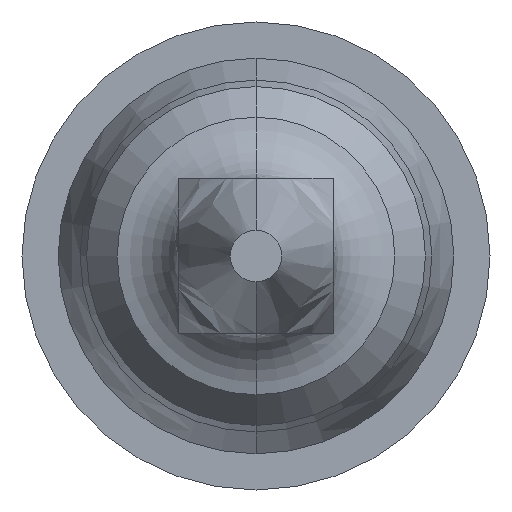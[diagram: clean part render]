
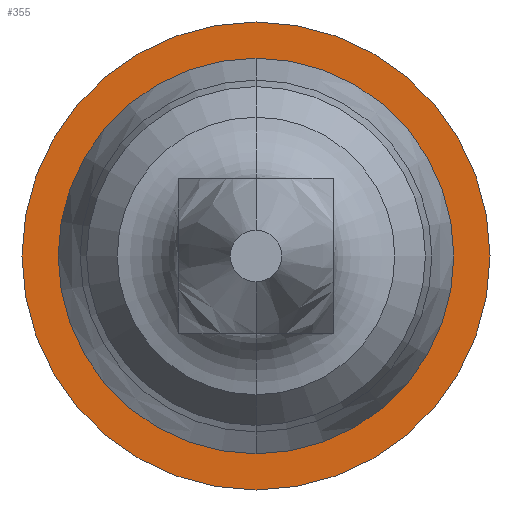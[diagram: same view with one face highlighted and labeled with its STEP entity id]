
A CAD part, front view. The second image highlights one B-rep face of the part: STEP entity #355.
In plain terms, the highlighted planar face has unit normal (0, -1, 0).
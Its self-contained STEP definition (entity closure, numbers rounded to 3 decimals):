
#68 = EDGE_LOOP ( 'NONE', ( #583, #512 ) ) ;
#77 = CARTESIAN_POINT ( 'NONE',  ( 0., 0., 0. ) ) ;
#81 = CIRCLE ( 'NONE', #772, 0.71 ) ;
#94 = ORIENTED_EDGE ( 'NONE', *, *, #696, .T. ) ;
#108 = DIRECTION ( 'NONE',  ( 0., 0., 1. ) ) ;
#109 = AXIS2_PLACEMENT_3D ( 'NONE', #133, #571, #637 ) ;
#132 = CARTESIAN_POINT ( 'NONE',  ( 0., 0., -0.905 ) ) ;
#133 = CARTESIAN_POINT ( 'NONE',  ( 0., 0., 0. ) ) ;
#156 = DIRECTION ( 'NONE',  ( 0., 1., 0. ) ) ;
#159 = CARTESIAN_POINT ( 'NONE',  ( 0.905, 0., 0. ) ) ;
#165 = VERTEX_POINT ( 'NONE', #132 ) ;
#206 = DIRECTION ( 'NONE',  ( 0., 1., 0. ) ) ;
#215 = EDGE_CURVE ( 'Defeature ausgef�hrt1_2+Defeature ausgef�hrt1_3+Defeature ausgef�hrt1_3+Defeature ausgef�hrt1_3', #569, #511, #248, .T. ) ;
#226 = ORIENTED_EDGE ( 'NONE', *, *, #215, .T. ) ;
#248 = CIRCLE ( 'NONE', #109, 0.71 ) ;
#270 = CARTESIAN_POINT ( 'NONE',  ( 0., 0., 0.905 ) ) ;
#297 = FACE_OUTER_BOUND ( 'NONE', #68, .T. ) ;
#301 = AXIS2_PLACEMENT_3D ( 'NONE', #77, #206, #710 ) ;
#315 = AXIS2_PLACEMENT_3D ( 'NONE', #734, #430, #108 ) ;
#316 = DIRECTION ( 'NONE',  ( 0., 1., 0. ) ) ;
#324 = CARTESIAN_POINT ( 'NONE',  ( 0., 0., 0. ) ) ;
#355 = ADVANCED_FACE ( 'Defeature ausgef�hrt1_2', ( #297, #461 ), #539, .F. ) ;
#430 = DIRECTION ( 'NONE',  ( 0., 1., 0. ) ) ;
#461 = FACE_BOUND ( 'NONE', #681, .T. ) ;
#482 = EDGE_CURVE ( 'Defeature ausgef�hrt1_1+Defeature ausgef�hrt1_2+Defeature ausgef�hrt1_2+Defeature ausgef�hrt1_2', #660, #165, #740, .T. ) ;
#493 = CARTESIAN_POINT ( 'NONE',  ( 0., 0., 0.71 ) ) ;
#511 = VERTEX_POINT ( 'NONE', #493 ) ;
#512 = ORIENTED_EDGE ( 'NONE', *, *, #731, .F. ) ;
#539 = PLANE ( 'NONE',  #621 ) ;
#569 = VERTEX_POINT ( 'NONE', #674 ) ;
#571 = DIRECTION ( 'NONE',  ( 0., 1., 0. ) ) ;
#583 = ORIENTED_EDGE ( 'NONE', *, *, #482, .F. ) ;
#598 = CIRCLE ( 'NONE', #301, 0.905 ) ;
#603 = DIRECTION ( 'NONE',  ( 0., 0., 1. ) ) ;
#621 = AXIS2_PLACEMENT_3D ( 'NONE', #159, #156, #603 ) ;
#637 = DIRECTION ( 'NONE',  ( 0., 0., 1. ) ) ;
#660 = VERTEX_POINT ( 'NONE', #270 ) ;
#674 = CARTESIAN_POINT ( 'NONE',  ( 0., 0., -0.71 ) ) ;
#681 = EDGE_LOOP ( 'NONE', ( #94, #226 ) ) ;
#696 = EDGE_CURVE ( 'Defeature ausgef�hrt1_2+Defeature ausgef�hrt1_3+Defeature ausgef�hrt1_3+Defeature ausgef�hrt1_3', #511, #569, #81, .T. ) ;
#710 = DIRECTION ( 'NONE',  ( 0., 0., 1. ) ) ;
#731 = EDGE_CURVE ( 'Defeature ausgef�hrt1_1+Defeature ausgef�hrt1_2+Defeature ausgef�hrt1_2+Defeature ausgef�hrt1_2', #165, #660, #598, .T. ) ;
#734 = CARTESIAN_POINT ( 'NONE',  ( 0., 0., 0. ) ) ;
#740 = CIRCLE ( 'NONE', #315, 0.905 ) ;
#749 = DIRECTION ( 'NONE',  ( 0., 0., 1. ) ) ;
#772 = AXIS2_PLACEMENT_3D ( 'NONE', #324, #316, #749 ) ;
